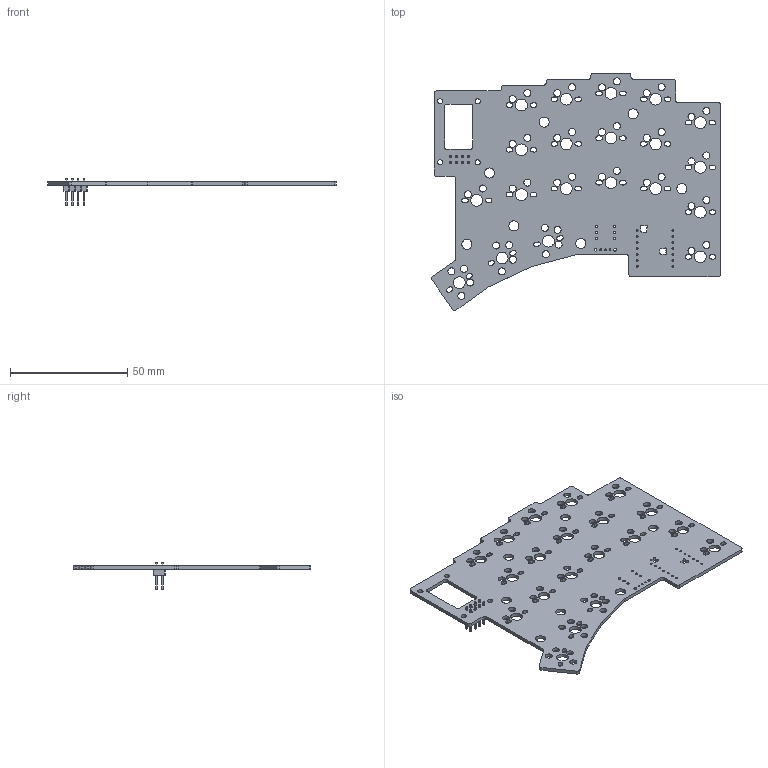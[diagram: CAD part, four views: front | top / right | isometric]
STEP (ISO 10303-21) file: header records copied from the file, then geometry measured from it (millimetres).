
FILE_DESCRIPTION(('KiCad electronic assembly'),'2;1');
FILE_NAME('pinkeybd_R.step','2025-08-17T09:21:41',('Pcbnew'),('Kicad'), 'Open CASCADE STEP processor 7.8','KiCad to STEP converter','Unknown' );
FILE_SCHEMA(('AUTOMOTIVE_DESIGN { 1 0 10303 214 1 1 1 1 }'));
Length unit declared in the file: millimetre
Products named in the file (3): pinkeybd_R 1; PinHeader_2x04_P2.54mm_Vertical; pinkeybd_R_PCB
Assembly tree (2 placements, depth 2):
  pinkeybd_R 1
    PinHeader_2x04_P2.54mm_Vertical
    pinkeybd_R_PCB
Bounding box: 123.02 x 101.08 x 11.54 mm (x, y, z)
Volume: 12482 mm3; surface area: 19406.4 mm2
Topology: 2 solids, 2 shells, 626 faces, 1754 edges, 1148 vertices
Faces by surface type: cylinder 417, plane 209
Full cylindrical faces by diameter (mm): 0.7 x3, 0.813 x14, 1 x14, 1.2 x2, 2.2 x4, 3 x46, 4.3 x7, 5 x20
Entity records: 22332 total; most frequent: DIRECTION 3846, CARTESIAN_POINT 3531, ORIENTED_EDGE 3508, EDGE_CURVE 1754, AXIS2_PLACEMENT_3D 1463, VERTEX_POINT 1148, FACE_BOUND 948, EDGE_LOOP 948
